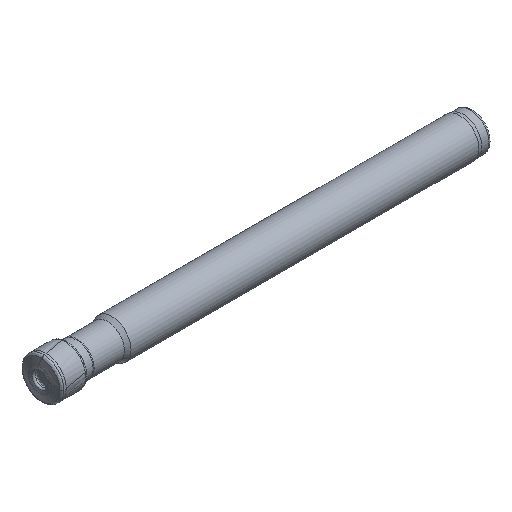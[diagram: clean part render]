
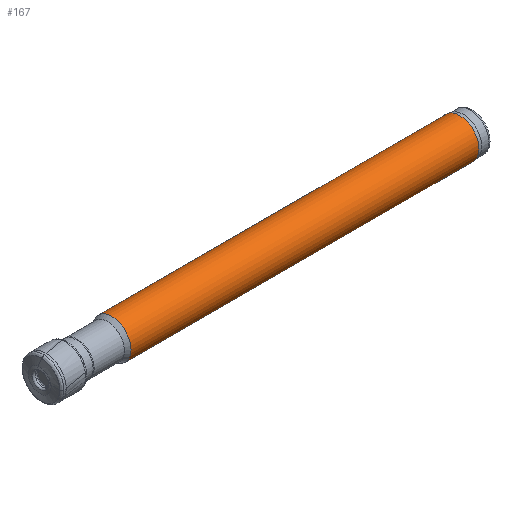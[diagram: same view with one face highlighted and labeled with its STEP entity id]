
A CAD part, isometric view. The second image highlights one B-rep face of the part: STEP entity #167.
In plain terms, the highlighted cylindrical face has radius 8 mm (diameter 16 mm), a full revolution.
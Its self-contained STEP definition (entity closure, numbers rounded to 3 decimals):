
#44=CYLINDRICAL_SURFACE('',#765,8.);
#58=FACE_BOUND('',#295,.T.);
#59=FACE_BOUND('',#296,.T.);
#167=ADVANCED_FACE('',(#58,#59),#44,.T.);
#295=EDGE_LOOP('',(#527));
#296=EDGE_LOOP('',(#528));
#364=CIRCLE('',#762,8.);
#365=CIRCLE('',#764,8.);
#527=ORIENTED_EDGE('',*,*,#681,.F.);
#528=ORIENTED_EDGE('',*,*,#680,.T.);
#592=VERTEX_POINT('',#2458);
#593=VERTEX_POINT('',#2461);
#680=EDGE_CURVE('',#592,#592,#364,.T.);
#681=EDGE_CURVE('',#593,#593,#365,.T.);
#762=AXIS2_PLACEMENT_3D('',#2457,#891,#892);
#764=AXIS2_PLACEMENT_3D('',#2460,#895,#896);
#765=AXIS2_PLACEMENT_3D('',#2462,#897,#898);
#891=DIRECTION('',(-1.,0.,0.));
#892=DIRECTION('',(0.,0.,1.));
#895=DIRECTION('',(-1.,0.,0.));
#896=DIRECTION('',(0.,0.,1.));
#897=DIRECTION('',(-1.,0.,0.));
#898=DIRECTION('',(0.,0.,1.));
#2457=CARTESIAN_POINT('',(174.582,0.,0.));
#2458=CARTESIAN_POINT('',(174.582,0.,8.));
#2460=CARTESIAN_POINT('',(30.,0.,0.));
#2461=CARTESIAN_POINT('',(30.,0.,8.));
#2462=CARTESIAN_POINT('',(2.,0.,0.));
